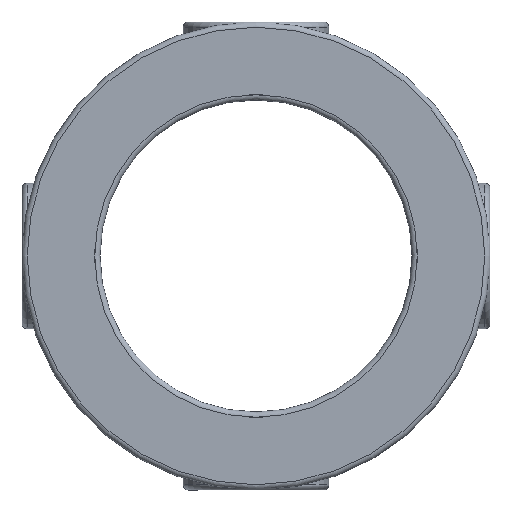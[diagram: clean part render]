
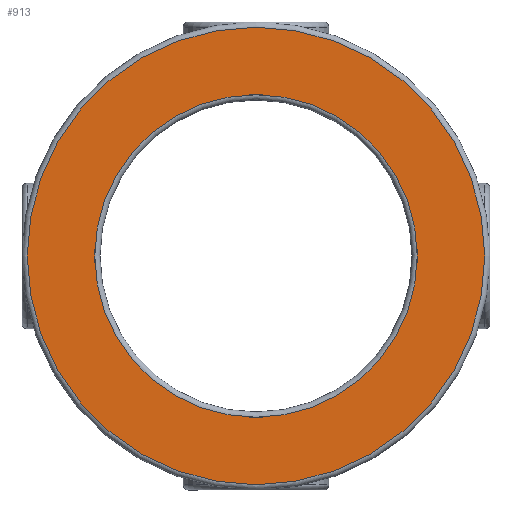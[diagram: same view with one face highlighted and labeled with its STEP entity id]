
A CAD part, left-side view. The second image highlights one B-rep face of the part: STEP entity #913.
In plain terms, the highlighted planar face has unit normal (-1, 0, 0).
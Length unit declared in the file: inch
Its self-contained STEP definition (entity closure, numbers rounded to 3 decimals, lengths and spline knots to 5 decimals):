
#62 = AXIS2_PLACEMENT_3D ( 'NONE', #2173, #683, #1689 ) ;
#375 = VERTEX_POINT ( 'NONE', #2475 ) ;
#561 = EDGE_LOOP ( 'NONE', ( #1749 ) ) ;
#683 = DIRECTION ( 'NONE',  ( -1., 0., 0. ) ) ;
#753 = CARTESIAN_POINT ( 'NONE',  ( -0.2755, 0., 0. ) ) ;
#913 = ADVANCED_FACE ( 'NONE', ( #1127, #2954 ), #988, .F. ) ;
#988 = PLANE ( 'NONE',  #1066 ) ;
#1001 = DIRECTION ( 'NONE',  ( 0., 0., -1. ) ) ;
#1066 = AXIS2_PLACEMENT_3D ( 'NONE', #753, #2492, #1001 ) ;
#1070 = ORIENTED_EDGE ( 'NONE', *, *, #1924, .F. ) ;
#1074 = DIRECTION ( 'NONE',  ( -1., 0., 0. ) ) ;
#1079 = VERTEX_POINT ( 'NONE', #1776 ) ;
#1127 = FACE_BOUND ( 'NONE', #2251, .T. ) ;
#1554 = DIRECTION ( 'NONE',  ( 0., 0., 1. ) ) ;
#1689 = DIRECTION ( 'NONE',  ( 0., 0., 1. ) ) ;
#1712 = AXIS2_PLACEMENT_3D ( 'NONE', #3048, #1074, #1554 ) ;
#1749 = ORIENTED_EDGE ( 'NONE', *, *, #2562, .T. ) ;
#1776 = CARTESIAN_POINT ( 'NONE',  ( -0.2755, 0., 0.866 ) ) ;
#1857 = CIRCLE ( 'NONE', #62, 0.6105 ) ;
#1924 = EDGE_CURVE ( 'NONE', #375, #375, #1857, .T. ) ;
#2173 = CARTESIAN_POINT ( 'NONE',  ( -0.2755, 0., 0. ) ) ;
#2251 = EDGE_LOOP ( 'NONE', ( #1070 ) ) ;
#2475 = CARTESIAN_POINT ( 'NONE',  ( -0.2755, 0., 0.6105 ) ) ;
#2492 = DIRECTION ( 'NONE',  ( 1., 0., 0. ) ) ;
#2562 = EDGE_CURVE ( 'NONE', #1079, #1079, #2861, .T. ) ;
#2861 = CIRCLE ( 'NONE', #1712, 0.866 ) ;
#2954 = FACE_OUTER_BOUND ( 'NONE', #561, .T. ) ;
#3048 = CARTESIAN_POINT ( 'NONE',  ( -0.2755, 0., 0. ) ) ;
